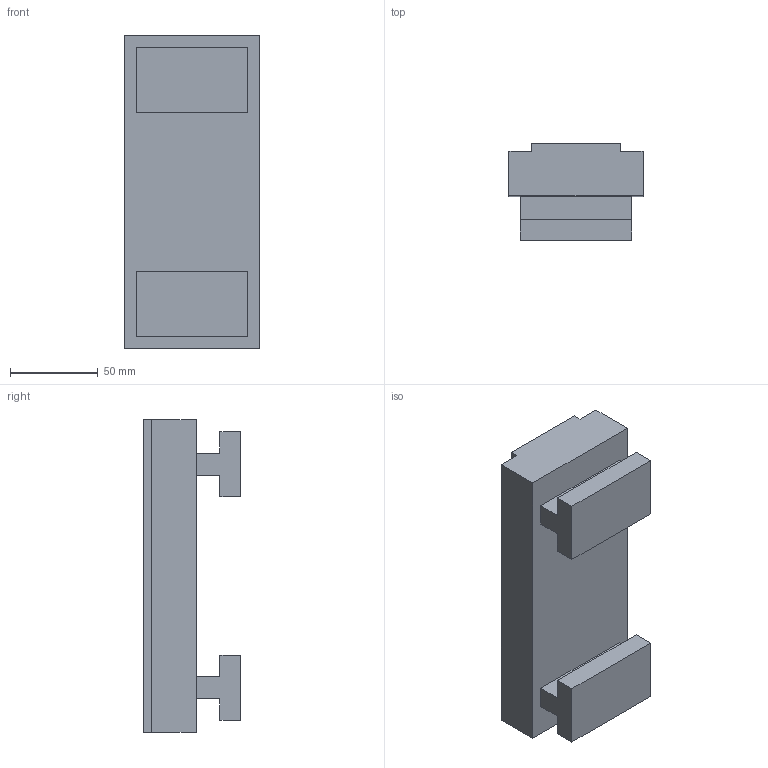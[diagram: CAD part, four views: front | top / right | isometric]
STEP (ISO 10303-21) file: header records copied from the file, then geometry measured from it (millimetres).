
FILE_DESCRIPTION(('produced by SPATIAL CORP'),'2;1');
FILE_NAME( 'clamp_slider.prt.hh.sat.stp','2002-04-19T13:32:47+00:00',('SPATIAL CORP'),( 'SPATIAL CORP'),'ACIS STEP Husk','http://www.spatial.com', 'SPATIAL CORP');
FILE_SCHEMA(('CONFIG_CONTROL_DESIGN'));
Length unit declared in the file: millimetre
Products named in the file (1): PRODUCT_ID_1
Bounding box: 76.2 x 55.12 x 177.8 mm (x, y, z)
Volume: 458946.8 mm3; surface area: 59114.7 mm2
Topology: 1 solids, 1 shells, 40 faces, 96 edges, 64 vertices
Faces by surface type: plane 32, cylinder 8
Entity records: 1241 total; most frequent: CARTESIAN_POINT 200, DIRECTION 192, ORIENTED_EDGE 192, EDGE_CURVE 96, VECTOR 80, LINE 80, VERTEX_POINT 64, AXIS2_PLACEMENT_3D 56
